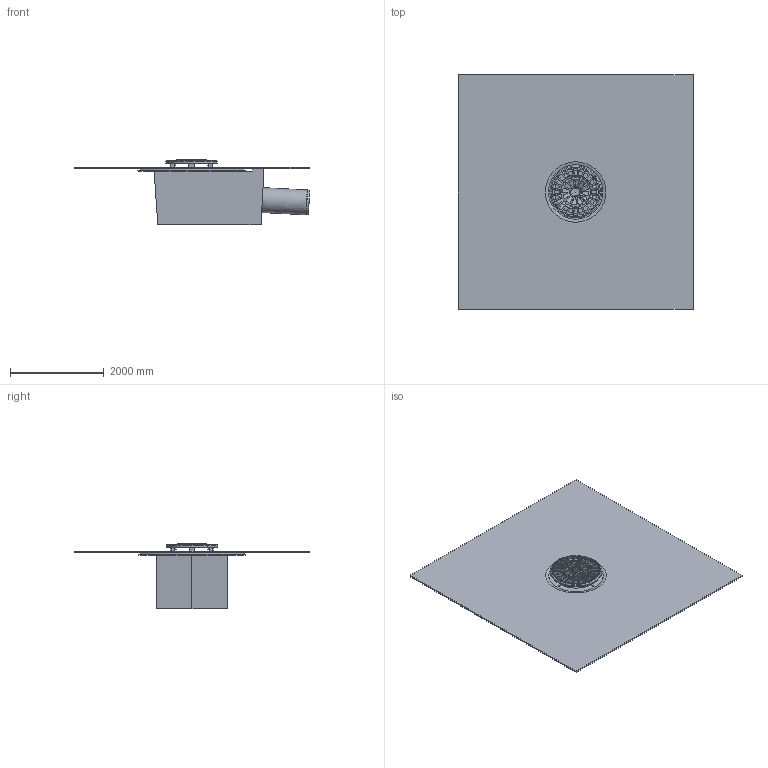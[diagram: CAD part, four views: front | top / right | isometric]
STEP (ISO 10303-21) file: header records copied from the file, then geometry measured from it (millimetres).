
FILE_DESCRIPTION(/* description */ (''),/* implementation_level */ '2;1');
FILE_NAME(/* name */ '15571.050X_3D.stp',/* time_stamp */ '2024-12-12T06:54:16+01:00',/* author */ ('CAD'),/* organization */ (''),/* preprocessor_version */ 'ST-DEVELOPER v20',/* originating_system */ 'AutoCAD Mechanical',/* authorisation */ '');
FILE_SCHEMA (('AUTOMOTIVE_DESIGN { 1 0 10303 214 3 1 1 }'));
Length unit declared in the file: centimetre
Products named in the file (2): Product; *S0
Assembly tree (1 placements, depth 2):
  Product
    *S0
Bounding box: 5013.61 x 5000 x 1386.3 mm (x, y, z)
Volume: 3854416063.7 mm3; surface area: 98532943.7 mm2
Topology: 11 solids, 11 shells, 527 faces, 1521 edges, 1006 vertices
Faces by surface type: cylinder 258, plane 160, torus 48, cone 40, sphere 14, bspline 7
Full cylindrical faces by diameter (mm): 20 x8, 32 x2, 52 x2, 80 x4, 170 x1, 499.993 x2, 529.993 x2, 530 x1, 736 x1, 770 x1, 810 x1, 885 x1, 900 x1, 901 x1, 905 x1, 953.818 x1, 965 x2, 980 x1, 1000 x1, 1030 x1, 1100 x1
Entity records: 21355 total; most frequent: CARTESIAN_POINT 7244, ORIENTED_EDGE 3034, DIRECTION 2913, EDGE_CURVE 1517, AXIS2_PLACEMENT_3D 1147, VERTEX_POINT 1004, EDGE_LOOP 629, LINE 619
